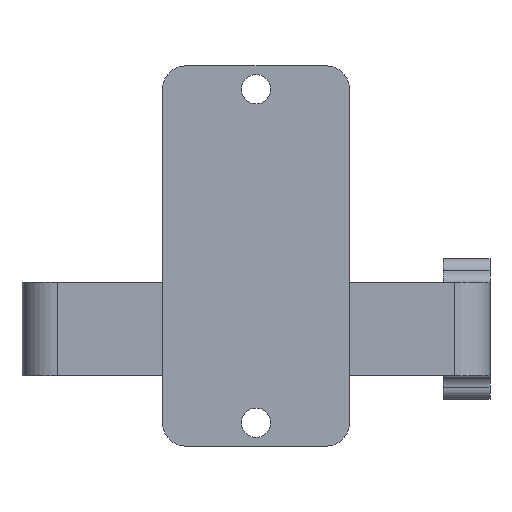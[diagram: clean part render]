
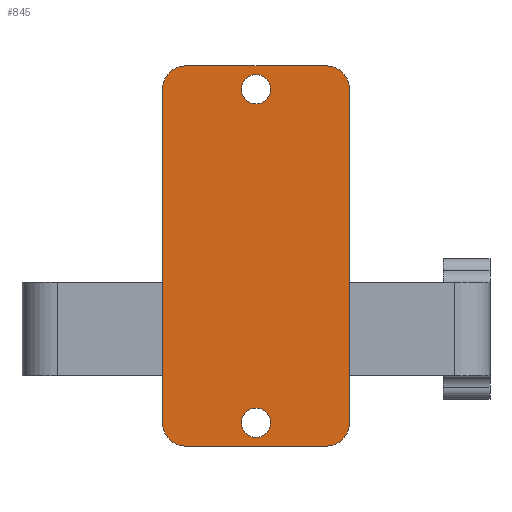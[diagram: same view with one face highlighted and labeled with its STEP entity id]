
A CAD part, front view. The second image highlights one B-rep face of the part: STEP entity #845.
In plain terms, the highlighted planar face has unit normal (0, -1, 0).
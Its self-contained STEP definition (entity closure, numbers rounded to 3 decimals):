
#40 = CARTESIAN_POINT ( 'NONE',  ( -1.5, 0., -26.5 ) ) ;
#41 = AXIS2_PLACEMENT_3D ( 'NONE', #316, #490, #96 ) ;
#52 = DIRECTION ( 'NONE',  ( 0., 0., -1. ) ) ;
#61 = EDGE_LOOP ( 'NONE', ( #968, #761 ) ) ;
#95 = AXIS2_PLACEMENT_3D ( 'NONE', #450, #2490, #1936 ) ;
#96 = DIRECTION ( 'NONE',  ( 0., 0., 1. ) ) ;
#99 = ORIENTED_EDGE ( 'NONE', *, *, #1615, .F. ) ;
#139 = EDGE_CURVE ( 'NONE', #566, #1538, #331, .T. ) ;
#141 = AXIS2_PLACEMENT_3D ( 'NONE', #1572, #1764, #2391 ) ;
#152 = EDGE_LOOP ( 'NONE', ( #443, #2216, #99, #2132, #1506, #2573, #1186, #1962 ) ) ;
#246 = CARTESIAN_POINT ( 'NONE',  ( -1.5, 0., -28.5 ) ) ;
#250 = EDGE_CURVE ( 'NONE', #710, #2387, #1176, .T. ) ;
#252 = CARTESIAN_POINT ( 'NONE',  ( 0.5, 0., 2. ) ) ;
#257 = VECTOR ( 'NONE', #1655, 1000. ) ;
#271 = CARTESIAN_POINT ( 'NONE',  ( 0.5, 0., 4. ) ) ;
#293 = DIRECTION ( 'NONE',  ( -1., 0., 0. ) ) ;
#316 = CARTESIAN_POINT ( 'NONE',  ( 6.5, 0., -26.5 ) ) ;
#324 = VERTEX_POINT ( 'NONE', #1203 ) ;
#331 = CIRCLE ( 'NONE', #1451, 2. ) ;
#356 = CIRCLE ( 'NONE', #141, 1.25 ) ;
#405 = LINE ( 'NONE', #565, #2273 ) ;
#443 = ORIENTED_EDGE ( 'NONE', *, *, #1938, .F. ) ;
#450 = CARTESIAN_POINT ( 'NONE',  ( 0., 0., 0. ) ) ;
#490 = DIRECTION ( 'NONE',  ( 0., 1., 0. ) ) ;
#508 = AXIS2_PLACEMENT_3D ( 'NONE', #252, #854, #52 ) ;
#513 = CARTESIAN_POINT ( 'NONE',  ( 0.5, 0., -26.5 ) ) ;
#528 = CARTESIAN_POINT ( 'NONE',  ( 6.5, 0., 2. ) ) ;
#540 = DIRECTION ( 'NONE',  ( 0., -1., 0. ) ) ;
#549 = DIRECTION ( 'NONE',  ( 0., 0., -1. ) ) ;
#563 = DIRECTION ( 'NONE',  ( 0., 0., 1. ) ) ;
#565 = CARTESIAN_POINT ( 'NONE',  ( -1.5, 0., 4. ) ) ;
#566 = VERTEX_POINT ( 'NONE', #719 ) ;
#590 = CIRCLE ( 'NONE', #508, 2. ) ;
#598 = EDGE_CURVE ( 'NONE', #2387, #710, #356, .T. ) ;
#618 = FACE_OUTER_BOUND ( 'NONE', #152, .T. ) ;
#642 = EDGE_CURVE ( 'NONE', #1790, #324, #831, .T. ) ;
#684 = PLANE ( 'NONE',  #95 ) ;
#710 = VERTEX_POINT ( 'NONE', #2043 ) ;
#719 = CARTESIAN_POINT ( 'NONE',  ( 12.5, 0., -28.5 ) ) ;
#750 = DIRECTION ( 'NONE',  ( 0., 1., 0. ) ) ;
#761 = ORIENTED_EDGE ( 'NONE', *, *, #598, .T. ) ;
#831 = CIRCLE ( 'NONE', #1217, 2. ) ;
#845 = ADVANCED_FACE ( 'NONE', ( #1609, #618, #1497 ), #684, .T. ) ;
#854 = DIRECTION ( 'NONE',  ( 0., -1., 0. ) ) ;
#864 = CIRCLE ( 'NONE', #1383, 1.25 ) ;
#905 = LINE ( 'NONE', #246, #1734 ) ;
#910 = DIRECTION ( 'NONE',  ( 0., 0., -1. ) ) ;
#938 = AXIS2_PLACEMENT_3D ( 'NONE', #1776, #1533, #910 ) ;
#968 = ORIENTED_EDGE ( 'NONE', *, *, #250, .T. ) ;
#1168 = VERTEX_POINT ( 'NONE', #1425 ) ;
#1176 = CIRCLE ( 'NONE', #1527, 1.25 ) ;
#1186 = ORIENTED_EDGE ( 'NONE', *, *, #2207, .F. ) ;
#1203 = CARTESIAN_POINT ( 'NONE',  ( 0.5, 0., -28.5 ) ) ;
#1217 = AXIS2_PLACEMENT_3D ( 'NONE', #513, #2617, #549 ) ;
#1291 = LINE ( 'NONE', #2122, #257 ) ;
#1372 = CARTESIAN_POINT ( 'NONE',  ( 14.5, 0., -26.5 ) ) ;
#1383 = AXIS2_PLACEMENT_3D ( 'NONE', #1780, #750, #2370 ) ;
#1414 = VERTEX_POINT ( 'NONE', #2536 ) ;
#1425 = CARTESIAN_POINT ( 'NONE',  ( 14.5, 0., 2. ) ) ;
#1451 = AXIS2_PLACEMENT_3D ( 'NONE', #2019, #540, #1981 ) ;
#1497 = FACE_BOUND ( 'NONE', #61, .T. ) ;
#1506 = ORIENTED_EDGE ( 'NONE', *, *, #1629, .F. ) ;
#1520 = CARTESIAN_POINT ( 'NONE',  ( -1.5, 0., 4. ) ) ;
#1527 = AXIS2_PLACEMENT_3D ( 'NONE', #528, #2203, #563 ) ;
#1533 = DIRECTION ( 'NONE',  ( 0., -1., 0. ) ) ;
#1538 = VERTEX_POINT ( 'NONE', #1372 ) ;
#1572 = CARTESIAN_POINT ( 'NONE',  ( 6.5, 0., 2. ) ) ;
#1609 = FACE_BOUND ( 'NONE', #2327, .T. ) ;
#1615 = EDGE_CURVE ( 'NONE', #566, #324, #905, .T. ) ;
#1629 = EDGE_CURVE ( 'NONE', #1168, #1538, #1291, .T. ) ;
#1655 = DIRECTION ( 'NONE',  ( 0., 0., -1. ) ) ;
#1720 = CARTESIAN_POINT ( 'NONE',  ( 6.5, 0., -27.75 ) ) ;
#1734 = VECTOR ( 'NONE', #293, 1000. ) ;
#1764 = DIRECTION ( 'NONE',  ( 0., 1., 0. ) ) ;
#1765 = CARTESIAN_POINT ( 'NONE',  ( 6.5, 0., 3.25 ) ) ;
#1776 = CARTESIAN_POINT ( 'NONE',  ( 12.5, 0., 2. ) ) ;
#1780 = CARTESIAN_POINT ( 'NONE',  ( 6.5, 0., -26.5 ) ) ;
#1790 = VERTEX_POINT ( 'NONE', #40 ) ;
#1807 = VERTEX_POINT ( 'NONE', #271 ) ;
#1936 = DIRECTION ( 'NONE',  ( 0., 0., -1. ) ) ;
#1938 = EDGE_CURVE ( 'NONE', #1790, #2189, #2582, .T. ) ;
#1962 = ORIENTED_EDGE ( 'NONE', *, *, #2239, .T. ) ;
#1980 = EDGE_CURVE ( 'NONE', #2473, #2528, #864, .T. ) ;
#1981 = DIRECTION ( 'NONE',  ( 0., 0., -1. ) ) ;
#2018 = CARTESIAN_POINT ( 'NONE',  ( 6.5, 0., -25.25 ) ) ;
#2019 = CARTESIAN_POINT ( 'NONE',  ( 12.5, 0., -26.5 ) ) ;
#2026 = EDGE_CURVE ( 'NONE', #2528, #2473, #2377, .T. ) ;
#2043 = CARTESIAN_POINT ( 'NONE',  ( 6.5, 0., 0.75 ) ) ;
#2100 = CIRCLE ( 'NONE', #938, 2. ) ;
#2122 = CARTESIAN_POINT ( 'NONE',  ( 14.5, 0., 4. ) ) ;
#2132 = ORIENTED_EDGE ( 'NONE', *, *, #139, .T. ) ;
#2189 = VERTEX_POINT ( 'NONE', #2247 ) ;
#2203 = DIRECTION ( 'NONE',  ( 0., 1., 0. ) ) ;
#2207 = EDGE_CURVE ( 'NONE', #1807, #1414, #405, .T. ) ;
#2216 = ORIENTED_EDGE ( 'NONE', *, *, #642, .T. ) ;
#2239 = EDGE_CURVE ( 'NONE', #1807, #2189, #590, .T. ) ;
#2247 = CARTESIAN_POINT ( 'NONE',  ( -1.5, 0., 2. ) ) ;
#2273 = VECTOR ( 'NONE', #2420, 1000. ) ;
#2327 = EDGE_LOOP ( 'NONE', ( #2432, #2577 ) ) ;
#2330 = VECTOR ( 'NONE', #2540, 1000. ) ;
#2370 = DIRECTION ( 'NONE',  ( 0., 0., 1. ) ) ;
#2377 = CIRCLE ( 'NONE', #41, 1.25 ) ;
#2387 = VERTEX_POINT ( 'NONE', #1765 ) ;
#2391 = DIRECTION ( 'NONE',  ( 0., 0., 1. ) ) ;
#2420 = DIRECTION ( 'NONE',  ( 1., 0., 0. ) ) ;
#2432 = ORIENTED_EDGE ( 'NONE', *, *, #1980, .T. ) ;
#2473 = VERTEX_POINT ( 'NONE', #1720 ) ;
#2477 = EDGE_CURVE ( 'NONE', #1168, #1414, #2100, .T. ) ;
#2490 = DIRECTION ( 'NONE',  ( 0., -1., 0. ) ) ;
#2528 = VERTEX_POINT ( 'NONE', #2018 ) ;
#2536 = CARTESIAN_POINT ( 'NONE',  ( 12.5, 0., 4. ) ) ;
#2540 = DIRECTION ( 'NONE',  ( 0., 0., 1. ) ) ;
#2573 = ORIENTED_EDGE ( 'NONE', *, *, #2477, .T. ) ;
#2577 = ORIENTED_EDGE ( 'NONE', *, *, #2026, .T. ) ;
#2582 = LINE ( 'NONE', #1520, #2330 ) ;
#2617 = DIRECTION ( 'NONE',  ( 0., -1., 0. ) ) ;
